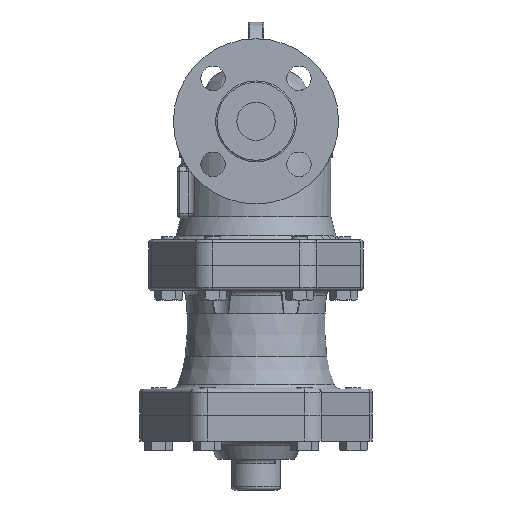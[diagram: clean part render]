
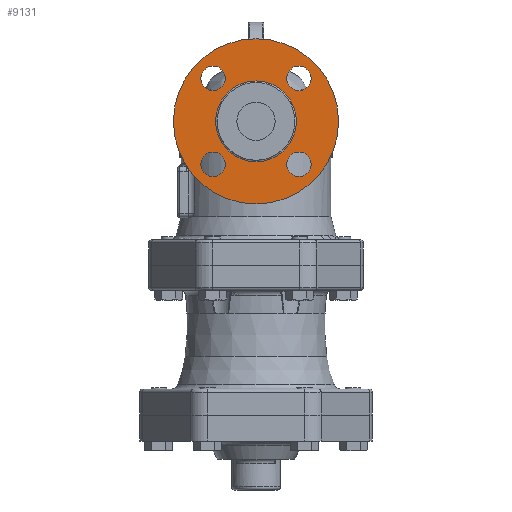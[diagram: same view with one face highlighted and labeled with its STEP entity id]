
A CAD part, left-side view. The second image highlights one B-rep face of the part: STEP entity #9131.
In plain terms, the highlighted planar face has unit normal (-1, 0, 0).
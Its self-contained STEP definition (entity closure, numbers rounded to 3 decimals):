
#1720=PLANE('',#10011);
#1831=FACE_BOUND('',#3092,.T.);
#1832=FACE_BOUND('',#3093,.T.);
#1833=FACE_BOUND('',#3094,.T.);
#1834=FACE_BOUND('',#3095,.T.);
#1835=FACE_BOUND('',#3096,.T.);
#2413=FACE_OUTER_BOUND('',#3091,.T.);
#3091=EDGE_LOOP('',(#8324));
#3092=EDGE_LOOP('',(#8325));
#3093=EDGE_LOOP('',(#8326));
#3094=EDGE_LOOP('',(#8327));
#3095=EDGE_LOOP('',(#8328));
#3096=EDGE_LOOP('',(#8329));
#3602=CIRCLE('',#10010,26.4);
#3603=CIRCLE('',#10012,54.);
#3604=CIRCLE('',#10013,8.);
#3605=CIRCLE('',#10014,8.);
#3606=CIRCLE('',#10015,8.);
#3607=CIRCLE('',#10016,8.);
#4457=VERTEX_POINT('',#28958);
#4458=VERTEX_POINT('',#28961);
#4459=VERTEX_POINT('',#28963);
#4460=VERTEX_POINT('',#28965);
#4461=VERTEX_POINT('',#28967);
#4462=VERTEX_POINT('',#28969);
#5771=EDGE_CURVE('',#4457,#4457,#3602,.T.);
#5772=EDGE_CURVE('',#4458,#4458,#3603,.T.);
#5773=EDGE_CURVE('',#4459,#4459,#3604,.T.);
#5774=EDGE_CURVE('',#4460,#4460,#3605,.T.);
#5775=EDGE_CURVE('',#4461,#4461,#3606,.T.);
#5776=EDGE_CURVE('',#4462,#4462,#3607,.T.);
#8324=ORIENTED_EDGE('',*,*,#5772,.T.);
#8325=ORIENTED_EDGE('',*,*,#5773,.T.);
#8326=ORIENTED_EDGE('',*,*,#5774,.T.);
#8327=ORIENTED_EDGE('',*,*,#5775,.T.);
#8328=ORIENTED_EDGE('',*,*,#5776,.T.);
#8329=ORIENTED_EDGE('',*,*,#5771,.F.);
#9131=ADVANCED_FACE('',(#2413,#1831,#1832,#1833,#1834,#1835),#1720,.F.);
#10010=AXIS2_PLACEMENT_3D('',#28959,#12142,#12143);
#10011=AXIS2_PLACEMENT_3D('',#28960,#12144,#12145);
#10012=AXIS2_PLACEMENT_3D('',#28962,#12146,#12147);
#10013=AXIS2_PLACEMENT_3D('',#28964,#12148,#12149);
#10014=AXIS2_PLACEMENT_3D('',#28966,#12150,#12151);
#10015=AXIS2_PLACEMENT_3D('',#28968,#12152,#12153);
#10016=AXIS2_PLACEMENT_3D('',#28970,#12154,#12155);
#12142=DIRECTION('center_axis',(-1.,0.,0.));
#12143=DIRECTION('ref_axis',(0.,0.,-1.));
#12144=DIRECTION('center_axis',(1.,0.,0.));
#12145=DIRECTION('ref_axis',(0.,0.,-1.));
#12146=DIRECTION('center_axis',(-1.,0.,0.));
#12147=DIRECTION('ref_axis',(0.,0.,1.));
#12148=DIRECTION('center_axis',(1.,0.,0.));
#12149=DIRECTION('ref_axis',(0.,1.,0.));
#12150=DIRECTION('center_axis',(1.,0.,0.));
#12151=DIRECTION('ref_axis',(0.,0.,1.));
#12152=DIRECTION('center_axis',(1.,0.,0.));
#12153=DIRECTION('ref_axis',(0.,-1.,0.));
#12154=DIRECTION('center_axis',(1.,0.,0.));
#12155=DIRECTION('ref_axis',(0.,0.,-1.));
#28958=CARTESIAN_POINT('',(-93.9,0.,120.4));
#28959=CARTESIAN_POINT('Origin',(-93.9,0.,94.));
#28960=CARTESIAN_POINT('Origin',(-93.9,0.,133.7));
#28961=CARTESIAN_POINT('',(-93.9,0.,148.));
#28962=CARTESIAN_POINT('Origin',(-93.9,0.,94.));
#28963=CARTESIAN_POINT('',(-93.9,-20.072,122.072));
#28964=CARTESIAN_POINT('Origin',(-93.9,-28.072,122.072));
#28965=CARTESIAN_POINT('',(-93.9,-28.072,73.928));
#28966=CARTESIAN_POINT('Origin',(-93.9,-28.072,65.928));
#28967=CARTESIAN_POINT('',(-93.9,20.072,65.928));
#28968=CARTESIAN_POINT('Origin',(-93.9,28.072,65.928));
#28969=CARTESIAN_POINT('',(-93.9,28.072,114.072));
#28970=CARTESIAN_POINT('Origin',(-93.9,28.072,122.072));
